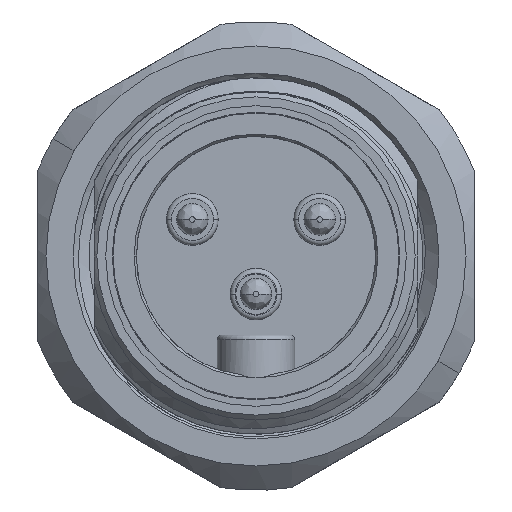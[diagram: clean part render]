
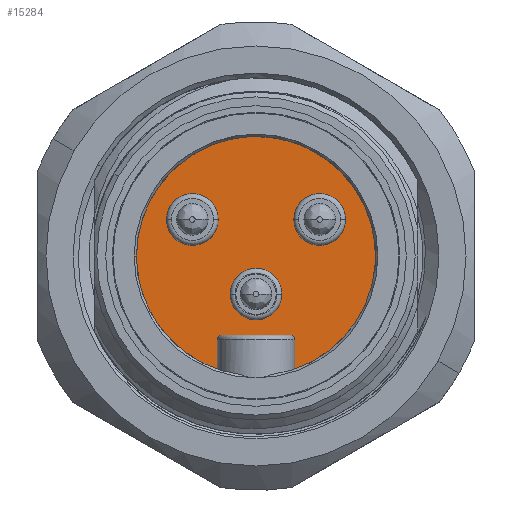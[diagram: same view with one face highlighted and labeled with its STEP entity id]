
A CAD part, front view. The second image highlights one B-rep face of the part: STEP entity #15284.
In plain terms, the highlighted planar face has unit normal (0, -1, 0).
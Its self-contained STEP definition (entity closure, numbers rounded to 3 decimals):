
#6478=DIRECTION('',(0.,0.,1.));
#6479=VECTOR('',#6478,1.81);
#6480=CARTESIAN_POINT('',(-2.4,-2.8,-7.));
#6481=LINE('',#6480,#6479);
#6482=CARTESIAN_POINT('',(0.,-2.8,0.));
#6483=DIRECTION('',(0.,1.,0.));
#6484=DIRECTION('',(-0.324,0.,-0.946));
#6485=AXIS2_PLACEMENT_3D('',#6482,#6483,#6484);
#6487=DIRECTION('',(0.,0.,-1.));
#6488=VECTOR('',#6487,1.81);
#6489=CARTESIAN_POINT('',(2.4,-2.8,-5.19));
#6490=LINE('',#6489,#6488);
#6491=CARTESIAN_POINT('',(2.1,-2.8,-5.19));
#6492=DIRECTION('',(0.,1.,0.));
#6493=DIRECTION('',(0.,0.,1.));
#6494=AXIS2_PLACEMENT_3D('',#6491,#6492,#6493);
#6496=DIRECTION('',(1.,0.,0.));
#6497=VECTOR('',#6496,4.2);
#6498=CARTESIAN_POINT('',(-2.1,-2.8,-4.89));
#6499=LINE('',#6498,#6497);
#6500=CARTESIAN_POINT('',(-2.1,-2.8,-5.19));
#6501=DIRECTION('',(0.,-1.,0.));
#6502=DIRECTION('',(0.,0.,1.));
#6503=AXIS2_PLACEMENT_3D('',#6500,#6501,#6502);
#6505=CARTESIAN_POINT('',(-3.94,-2.8,2.26));
#6506=DIRECTION('',(0.,-1.,0.));
#6507=DIRECTION('',(1.,0.,0.));
#6508=AXIS2_PLACEMENT_3D('',#6505,#6506,#6507);
#6510=CARTESIAN_POINT('',(-3.94,-2.8,2.26));
#6511=DIRECTION('',(0.,-1.,0.));
#6512=DIRECTION('',(-1.,0.,0.));
#6513=AXIS2_PLACEMENT_3D('',#6510,#6511,#6512);
#6515=CARTESIAN_POINT('',(3.94,-2.8,2.26));
#6516=DIRECTION('',(0.,-1.,0.));
#6517=DIRECTION('',(1.,0.,0.));
#6518=AXIS2_PLACEMENT_3D('',#6515,#6516,#6517);
#6520=CARTESIAN_POINT('',(3.94,-2.8,2.26));
#6521=DIRECTION('',(0.,-1.,0.));
#6522=DIRECTION('',(-1.,0.,0.));
#6523=AXIS2_PLACEMENT_3D('',#6520,#6521,#6522);
#6525=CARTESIAN_POINT('',(0.,-2.8,-2.36));
#6526=DIRECTION('',(0.,-1.,0.));
#6527=DIRECTION('',(1.,0.,0.));
#6528=AXIS2_PLACEMENT_3D('',#6525,#6526,#6527);
#6530=CARTESIAN_POINT('',(0.,-2.8,-2.36));
#6531=DIRECTION('',(0.,-1.,0.));
#6532=DIRECTION('',(-1.,0.,0.));
#6533=AXIS2_PLACEMENT_3D('',#6530,#6531,#6532);
#7645=CARTESIAN_POINT('',(-2.4,-2.8,-7.));
#7646=CARTESIAN_POINT('',(-2.4,-2.8,-5.19));
#7647=VERTEX_POINT('',#7645);
#7648=VERTEX_POINT('',#7646);
#7649=CARTESIAN_POINT('',(2.4,-2.8,-7.));
#7650=VERTEX_POINT('',#7649);
#7651=CARTESIAN_POINT('',(2.4,-2.8,-5.19));
#7652=VERTEX_POINT('',#7651);
#7653=CARTESIAN_POINT('',(-2.1,-2.8,-4.89));
#7654=CARTESIAN_POINT('',(2.1,-2.8,-4.89));
#7655=VERTEX_POINT('',#7653);
#7656=VERTEX_POINT('',#7654);
#7657=CARTESIAN_POINT('',(-2.34,-2.8,2.26));
#7658=CARTESIAN_POINT('',(-5.54,-2.8,2.26));
#7659=VERTEX_POINT('',#7657);
#7660=VERTEX_POINT('',#7658);
#7661=CARTESIAN_POINT('',(5.54,-2.8,2.26));
#7662=CARTESIAN_POINT('',(2.34,-2.8,2.26));
#7663=VERTEX_POINT('',#7661);
#7664=VERTEX_POINT('',#7662);
#7665=CARTESIAN_POINT('',(1.6,-2.8,-2.36));
#7666=CARTESIAN_POINT('',(-1.6,-2.8,-2.36));
#7667=VERTEX_POINT('',#7665);
#7668=VERTEX_POINT('',#7666);
#15248=CARTESIAN_POINT('',(-3.7,-2.8,0.));
#15249=DIRECTION('',(0.,-1.,0.));
#15250=DIRECTION('',(0.,0.,-1.));
#15251=AXIS2_PLACEMENT_3D('',#15248,#15249,#15250);
#15252=PLANE('',#15251);
#15254=ORIENTED_EDGE('',*,*,#15253,.F.);
#15256=ORIENTED_EDGE('',*,*,#15255,.T.);
#15258=ORIENTED_EDGE('',*,*,#15257,.F.);
#15260=ORIENTED_EDGE('',*,*,#15259,.F.);
#15261=ORIENTED_EDGE('',*,*,#15238,.F.);
#15263=ORIENTED_EDGE('',*,*,#15262,.T.);
#15264=EDGE_LOOP('',(#15254,#15256,#15258,#15260,#15261,#15263));
#15265=FACE_OUTER_BOUND('',#15264,.F.);
#15267=ORIENTED_EDGE('',*,*,#15266,.T.);
#15269=ORIENTED_EDGE('',*,*,#15268,.T.);
#15270=EDGE_LOOP('',(#15267,#15269));
#15271=FACE_BOUND('',#15270,.F.);
#15273=ORIENTED_EDGE('',*,*,#15272,.T.);
#15275=ORIENTED_EDGE('',*,*,#15274,.T.);
#15276=EDGE_LOOP('',(#15273,#15275));
#15277=FACE_BOUND('',#15276,.F.);
#15279=ORIENTED_EDGE('',*,*,#15278,.T.);
#15281=ORIENTED_EDGE('',*,*,#15280,.T.);
#15282=EDGE_LOOP('',(#15279,#15281));
#15283=FACE_BOUND('',#15282,.F.);
#6486=CIRCLE('',#6485,7.4);
#6495=CIRCLE('',#6494,0.3);
#6504=CIRCLE('',#6503,0.3);
#6509=CIRCLE('',#6508,1.6);
#6514=CIRCLE('',#6513,1.6);
#6519=CIRCLE('',#6518,1.6);
#6524=CIRCLE('',#6523,1.6);
#6529=CIRCLE('',#6528,1.6);
#6534=CIRCLE('',#6533,1.6);
#15238=EDGE_CURVE('',#7655,#7656,#6499,.T.);
#15253=EDGE_CURVE('',#7647,#7648,#6481,.T.);
#15255=EDGE_CURVE('',#7647,#7650,#6486,.T.);
#15257=EDGE_CURVE('',#7652,#7650,#6490,.T.);
#15259=EDGE_CURVE('',#7656,#7652,#6495,.T.);
#15262=EDGE_CURVE('',#7655,#7648,#6504,.T.);
#15266=EDGE_CURVE('',#7659,#7660,#6509,.T.);
#15268=EDGE_CURVE('',#7660,#7659,#6514,.T.);
#15272=EDGE_CURVE('',#7663,#7664,#6519,.T.);
#15274=EDGE_CURVE('',#7664,#7663,#6524,.T.);
#15278=EDGE_CURVE('',#7667,#7668,#6529,.T.);
#15280=EDGE_CURVE('',#7668,#7667,#6534,.T.);
#15284=ADVANCED_FACE('',(#15265,#15271,#15277,#15283),#15252,.T.);
